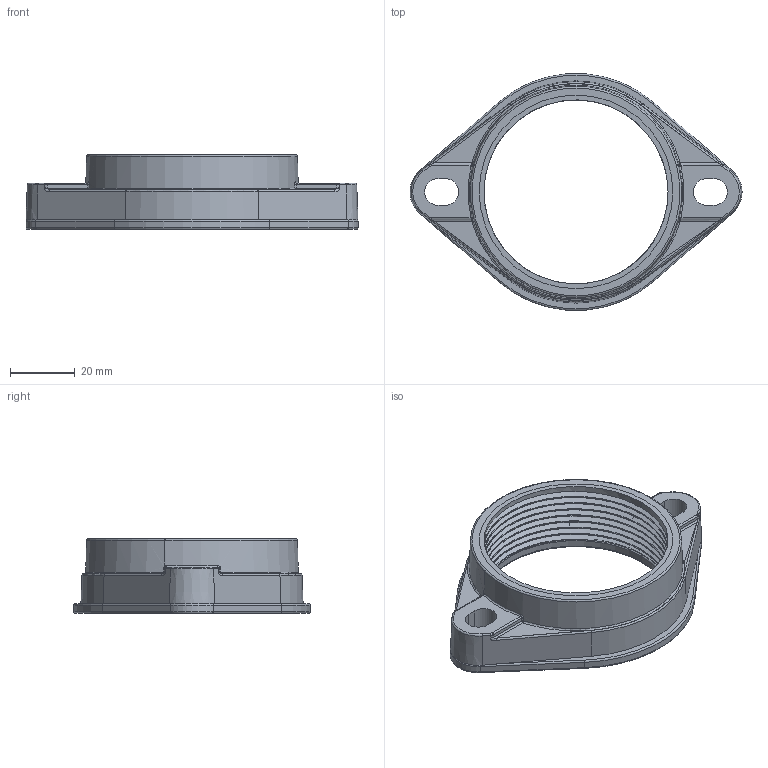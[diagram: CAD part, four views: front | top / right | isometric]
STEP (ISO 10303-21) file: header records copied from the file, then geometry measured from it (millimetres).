
FILE_DESCRIPTION((''),'2;1');
FILE_NAME('401-00147-ASM_ASM','2016-02-15T',('rnennstiel'),('vacuvane vacuum technology gmbh'),'CREO PARAMETRIC BY PTC INC, 2015290','CREO PARAMETRIC BY PTC INC, 2015290','');
FILE_SCHEMA(('CONFIG_CONTROL_DESIGN'));
Length unit declared in the file: millimetre
Products named in the file (3): 401-00187; 401-00153; 401-00147-ASM_ASM
Assembly tree (2 placements, depth 2):
  401-00147-ASM_ASM
    401-00187
    401-00153
Bounding box: 102.2 x 72.77 x 23 mm (x, y, z)
Volume: 30906.2 mm3; surface area: 24852.7 mm2
Topology: 2 solids, 3 shells, 178 faces, 418 edges, 244 vertices
Faces by surface type: cylinder 68, bspline 41, torus 30, plane 29, cone 6, sphere 4
Entity records: 11142 total; most frequent: CARTESIAN_POINT 7178, ORIENTED_EDGE 832, DIRECTION 794, EDGE_CURVE 418, AXIS2_PLACEMENT_3D 323, VERTEX_POINT 244, EDGE_LOOP 190, CIRCLE 179
